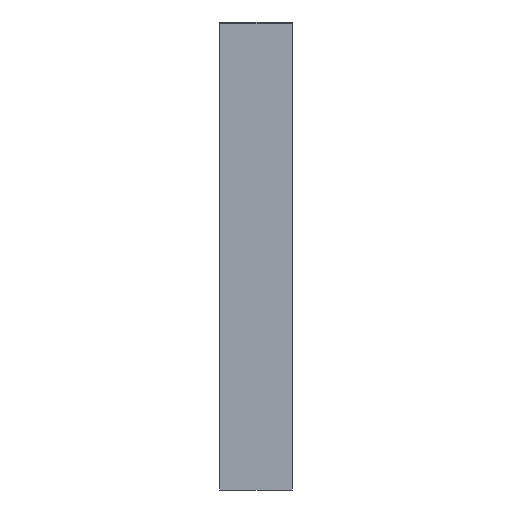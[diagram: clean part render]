
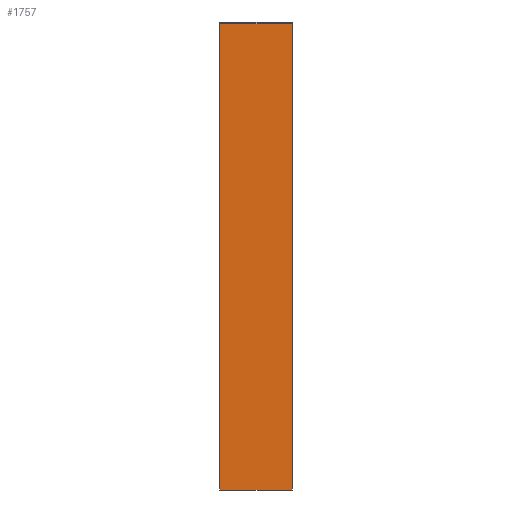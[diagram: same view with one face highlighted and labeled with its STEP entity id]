
A CAD part, left-side view. The second image highlights one B-rep face of the part: STEP entity #1757.
In plain terms, the highlighted planar face has unit normal (-1, 0, 0).
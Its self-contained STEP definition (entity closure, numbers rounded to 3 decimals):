
#88 = CARTESIAN_POINT ( 'NONE',  ( 92., 31., -398.49 ) ) ;
#102 = CARTESIAN_POINT ( 'NONE',  ( 92., -31., -0.01 ) ) ;
#231 = EDGE_CURVE ( 'NONE', #2262, #2741, #1677, .T. ) ;
#249 = CARTESIAN_POINT ( 'NONE',  ( 92., -31., -400. ) ) ;
#313 = DIRECTION ( 'NONE',  ( 0., 1., 0. ) ) ;
#557 = ORIENTED_EDGE ( 'NONE', *, *, #3029, .F. ) ;
#616 = DIRECTION ( 'NONE',  ( 0., 0., 1. ) ) ;
#708 = FACE_OUTER_BOUND ( 'NONE', #1013, .T. ) ;
#768 = EDGE_CURVE ( 'NONE', #2570, #2262, #1366, .T. ) ;
#773 = CARTESIAN_POINT ( 'NONE',  ( 92., 31., -400. ) ) ;
#1013 = EDGE_LOOP ( 'NONE', ( #557, #2364, #2503, #2785 ) ) ;
#1146 = CARTESIAN_POINT ( 'NONE',  ( 92., -31., -398.49 ) ) ;
#1356 = VECTOR ( 'NONE', #616, 1000. ) ;
#1366 = LINE ( 'NONE', #88, #1356 ) ;
#1655 = VECTOR ( 'NONE', #2171, 1000. ) ;
#1663 = VECTOR ( 'NONE', #313, 1000. ) ;
#1677 = LINE ( 'NONE', #1740, #1655 ) ;
#1740 = CARTESIAN_POINT ( 'NONE',  ( 92., 31., -0.01 ) ) ;
#1757 = ADVANCED_FACE ( 'NONE', ( #708 ), #2926, .F. ) ;
#1779 = LINE ( 'NONE', #3049, #1663 ) ;
#2054 = AXIS2_PLACEMENT_3D ( 'NONE', #2940, #2944, #2959 ) ;
#2098 = LINE ( 'NONE', #1146, #2113 ) ;
#2113 = VECTOR ( 'NONE', #3207, 1000. ) ;
#2171 = DIRECTION ( 'NONE',  ( 0., -1., 0. ) ) ;
#2262 = VERTEX_POINT ( 'NONE', #2828 ) ;
#2364 = ORIENTED_EDGE ( 'NONE', *, *, #231, .F. ) ;
#2503 = ORIENTED_EDGE ( 'NONE', *, *, #768, .F. ) ;
#2570 = VERTEX_POINT ( 'NONE', #773 ) ;
#2689 = VERTEX_POINT ( 'NONE', #249 ) ;
#2741 = VERTEX_POINT ( 'NONE', #102 ) ;
#2785 = ORIENTED_EDGE ( 'NONE', *, *, #3270, .F. ) ;
#2828 = CARTESIAN_POINT ( 'NONE',  ( 92., 31., -0.01 ) ) ;
#2926 = PLANE ( 'NONE',  #2054 ) ;
#2940 = CARTESIAN_POINT ( 'NONE',  ( 92., 31., -398.49 ) ) ;
#2944 = DIRECTION ( 'NONE',  ( 1., 0., 0. ) ) ;
#2959 = DIRECTION ( 'NONE',  ( 0., 0., -1. ) ) ;
#3029 = EDGE_CURVE ( 'NONE', #2741, #2689, #2098, .T. ) ;
#3049 = CARTESIAN_POINT ( 'NONE',  ( 92., -33.135, -400. ) ) ;
#3207 = DIRECTION ( 'NONE',  ( 0., 0., -1. ) ) ;
#3270 = EDGE_CURVE ( 'NONE', #2689, #2570, #1779, .T. ) ;
